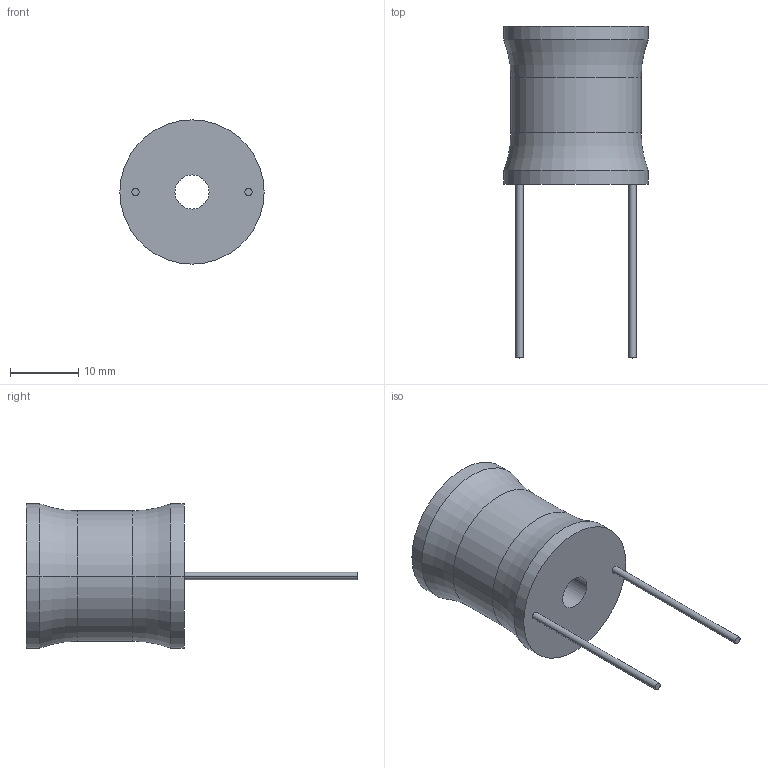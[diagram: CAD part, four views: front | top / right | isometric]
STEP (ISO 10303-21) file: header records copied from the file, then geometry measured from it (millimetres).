
FILE_DESCRIPTION((''),'2;1');
FILE_NAME('5601-RC','2012-08-10T',('ryans'),('Bourns, Inc.'),'PRO/ENGINEER BY PARAMETRIC TECHNOLOGY CORPORATION, 2010100','PRO/ENGINEER BY PARAMETRIC TECHNOLOGY CORPORATION, 2010100','');
FILE_SCHEMA(('CONFIG_CONTROL_DESIGN'));
Length unit declared in the file: inch
Products named in the file (1): 5601-RC
Bounding box: 21.08 x 48.51 x 21.08 mm (x, y, z)
Volume: 6669.5 mm3; surface area: 2639.1 mm2
Topology: 1 solids, 1 shells, 20 faces, 40 edges, 24 vertices
Faces by surface type: cylinder 12, plane 4, torus 4
Entity records: 572 total; most frequent: DIRECTION 108, CARTESIAN_POINT 84, ORIENTED_EDGE 80, AXIS2_PLACEMENT_3D 48, EDGE_CURVE 40, CIRCLE 28, VERTEX_POINT 24, EDGE_LOOP 24
